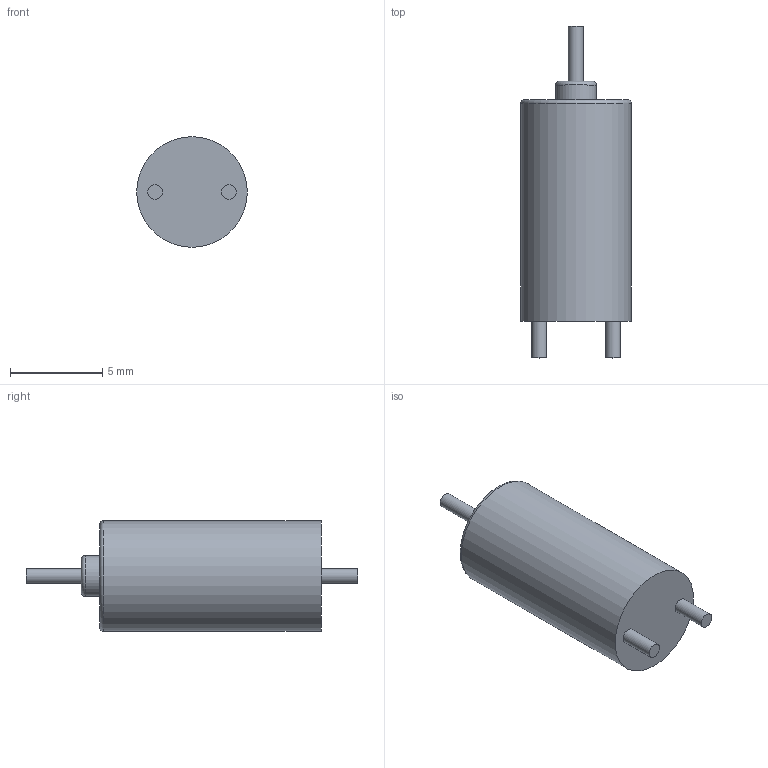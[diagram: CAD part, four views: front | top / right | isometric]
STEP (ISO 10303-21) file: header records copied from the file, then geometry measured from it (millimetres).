
FILE_DESCRIPTION(/* description */ (''),/* implementation_level */ '2;1');
FILE_NAME(/* name */ 'moteur_dc.step',/* time_stamp */ '2025-08-11T11:06:49+02:00',/* author */ (''),/* organization */ (''),/* preprocessor_version */ 'ST-DEVELOPER v20.1',/* originating_system */ 'Autodesk Translation Framework v14.10.0.0',/* authorisation */ '');
FILE_SCHEMA (('AUTOMOTIVE_DESIGN { 1 0 10303 214 3 1 1 }'));
Length unit declared in the file: millimetre
Products named in the file (1): 2025-08-11-10-28-40-567
Bounding box: 6 x 18 x 6 mm (x, y, z)
Volume: 346.4 mm3; surface area: 305 mm2
Topology: 1 solids, 1 shells, 13 faces, 21 edges, 14 vertices
Faces by surface type: plane 6, cylinder 5, torus 2
Full cylindrical faces by diameter (mm): 0.8 x3, 2.2 x1, 6 x1
Entity records: 369 total; most frequent: DIRECTION 65, CARTESIAN_POINT 49, ORIENTED_EDGE 42, AXIS2_PLACEMENT_3D 30, EDGE_CURVE 21, EDGE_LOOP 17, CIRCLE 16, VERTEX_POINT 14
